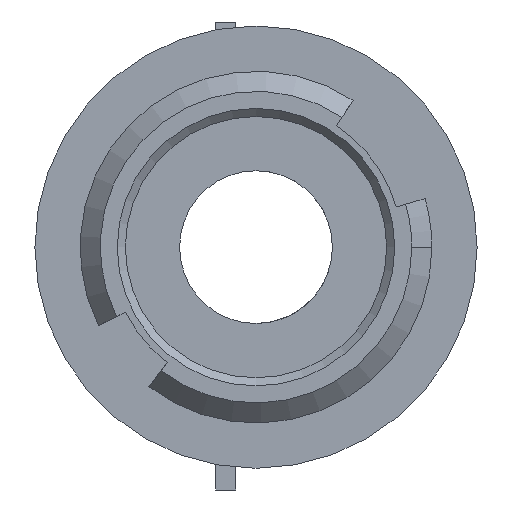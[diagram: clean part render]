
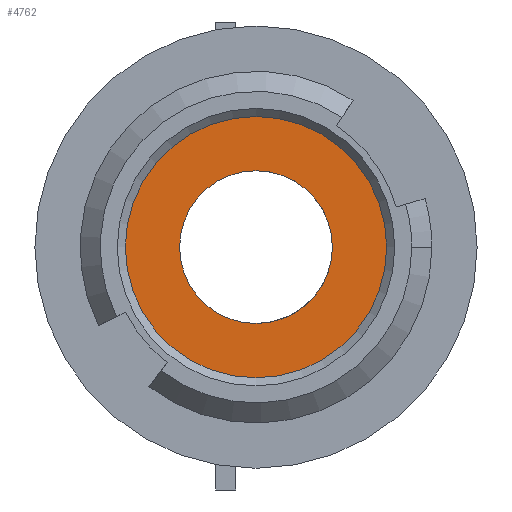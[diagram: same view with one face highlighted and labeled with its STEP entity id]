
A CAD part, front view. The second image highlights one B-rep face of the part: STEP entity #4762.
In plain terms, the highlighted planar face has unit normal (0, -1, 0).
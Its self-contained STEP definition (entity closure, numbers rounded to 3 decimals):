
#2220 = CYLINDRICAL_SURFACE('',#2221,7.6);
#2221 = AXIS2_PLACEMENT_3D('',#2222,#2223,#2224);
#2222 = CARTESIAN_POINT('',(0.,-32.,0.));
#2223 = DIRECTION('',(0.,-1.,0.));
#2224 = DIRECTION('',(1.,0.,0.));
#4226 = EDGE_CURVE('',#4227,#4227,#4229,.T.);
#4227 = VERTEX_POINT('',#4228);
#4228 = CARTESIAN_POINT('',(7.6,-31.5,0.));
#4229 = SURFACE_CURVE('',#4230,(#4235,#4242),.PCURVE_S1.);
#4230 = CIRCLE('',#4231,7.6);
#4231 = AXIS2_PLACEMENT_3D('',#4232,#4233,#4234);
#4232 = CARTESIAN_POINT('',(0.,-31.5,0.));
#4233 = DIRECTION('',(0.,-1.,0.));
#4234 = DIRECTION('',(1.,0.,0.));
#4235 = PCURVE('',#2220,#4236);
#4236 = DEFINITIONAL_REPRESENTATION('',(#4237),#4241);
#4237 = LINE('',#4238,#4239);
#4238 = CARTESIAN_POINT('',(0.,-0.5));
#4239 = VECTOR('',#4240,1.);
#4240 = DIRECTION('',(1.,0.));
#4241 = ( GEOMETRIC_REPRESENTATION_CONTEXT(2) 
PARAMETRIC_REPRESENTATION_CONTEXT() REPRESENTATION_CONTEXT('2D SPACE',''
  ) );
#4242 = PCURVE('',#4243,#4248);
#4243 = PLANE('',#4244);
#4244 = AXIS2_PLACEMENT_3D('',#4245,#4246,#4247);
#4245 = CARTESIAN_POINT('',(0.,-31.5,0.));
#4246 = DIRECTION('',(0.,1.,0.));
#4247 = DIRECTION('',(0.,0.,1.));
#4248 = DEFINITIONAL_REPRESENTATION('',(#4249),#4257);
#4249 = ( BOUNDED_CURVE() B_SPLINE_CURVE(2,(#4250,#4251,#4252,#4253,
#4254,#4255,#4256),.UNSPECIFIED.,.T.,.F.) B_SPLINE_CURVE_WITH_KNOTS((1,2
    ,2,2,2,1),(-2.094,0.,2.094,4.189,
6.283,8.378),.UNSPECIFIED.) CURVE() 
GEOMETRIC_REPRESENTATION_ITEM() RATIONAL_B_SPLINE_CURVE((1.,0.5,1.,0.5,
1.,0.5,1.)) REPRESENTATION_ITEM('') );
#4250 = CARTESIAN_POINT('',(0.,7.6));
#4251 = CARTESIAN_POINT('',(13.164,7.6));
#4252 = CARTESIAN_POINT('',(6.582,-3.8));
#4253 = CARTESIAN_POINT('',(0.,-15.2));
#4254 = CARTESIAN_POINT('',(-6.582,-3.8));
#4255 = CARTESIAN_POINT('',(-13.164,7.6));
#4256 = CARTESIAN_POINT('',(0.,7.6));
#4257 = ( GEOMETRIC_REPRESENTATION_CONTEXT(2) 
PARAMETRIC_REPRESENTATION_CONTEXT() REPRESENTATION_CONTEXT('2D SPACE',''
  ) );
#4762 = ADVANCED_FACE('',(#4763,#4794),#4243,.F.);
#4763 = FACE_BOUND('',#4764,.F.);
#4764 = EDGE_LOOP('',(#4765));
#4765 = ORIENTED_EDGE('',*,*,#4766,.T.);
#4766 = EDGE_CURVE('',#4767,#4767,#4769,.T.);
#4767 = VERTEX_POINT('',#4768);
#4768 = CARTESIAN_POINT('',(13.,-31.5,0.));
#4769 = SURFACE_CURVE('',#4770,(#4775,#4782),.PCURVE_S1.);
#4770 = CIRCLE('',#4771,13.);
#4771 = AXIS2_PLACEMENT_3D('',#4772,#4773,#4774);
#4772 = CARTESIAN_POINT('',(0.,-31.5,0.));
#4773 = DIRECTION('',(0.,1.,0.));
#4774 = DIRECTION('',(1.,0.,0.));
#4775 = PCURVE('',#4243,#4776);
#4776 = DEFINITIONAL_REPRESENTATION('',(#4777),#4781);
#4777 = CIRCLE('',#4778,13.);
#4778 = AXIS2_PLACEMENT_2D('',#4779,#4780);
#4779 = CARTESIAN_POINT('',(0.,0.));
#4780 = DIRECTION('',(0.,1.));
#4781 = ( GEOMETRIC_REPRESENTATION_CONTEXT(2) 
PARAMETRIC_REPRESENTATION_CONTEXT() REPRESENTATION_CONTEXT('2D SPACE',''
  ) );
#4782 = PCURVE('',#4783,#4788);
#4783 = CYLINDRICAL_SURFACE('',#4784,13.);
#4784 = AXIS2_PLACEMENT_3D('',#4785,#4786,#4787);
#4785 = CARTESIAN_POINT('',(0.,-56.7,0.));
#4786 = DIRECTION('',(-0.,1.,0.));
#4787 = DIRECTION('',(1.,0.,0.));
#4788 = DEFINITIONAL_REPRESENTATION('',(#4789),#4793);
#4789 = LINE('',#4790,#4791);
#4790 = CARTESIAN_POINT('',(0.,25.2));
#4791 = VECTOR('',#4792,1.);
#4792 = DIRECTION('',(1.,0.));
#4793 = ( GEOMETRIC_REPRESENTATION_CONTEXT(2) 
PARAMETRIC_REPRESENTATION_CONTEXT() REPRESENTATION_CONTEXT('2D SPACE',''
  ) );
#4794 = FACE_BOUND('',#4795,.F.);
#4795 = EDGE_LOOP('',(#4796));
#4796 = ORIENTED_EDGE('',*,*,#4226,.T.);
